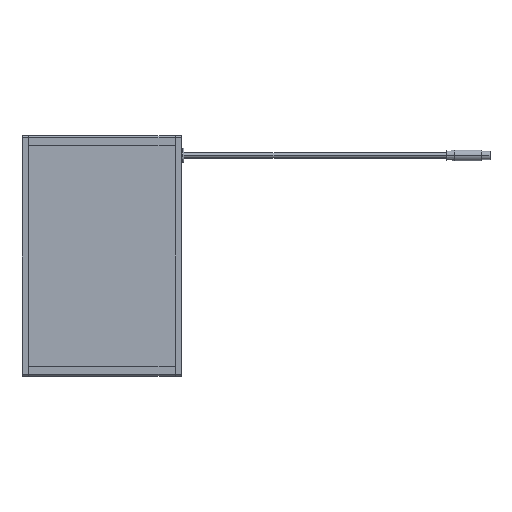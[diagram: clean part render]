
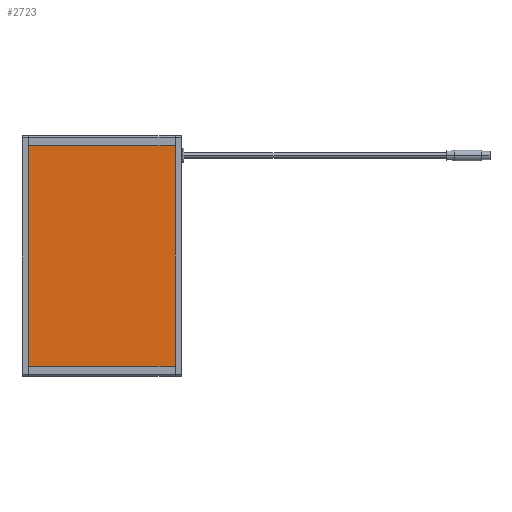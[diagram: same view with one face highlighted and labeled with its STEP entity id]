
A CAD part, front view. The second image highlights one B-rep face of the part: STEP entity #2723.
In plain terms, the highlighted planar face has unit normal (0, -1, 0).
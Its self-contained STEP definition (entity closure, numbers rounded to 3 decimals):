
#256 = CARTESIAN_POINT ( 'NONE',  ( -74., 0., -110.5 ) ) ;
#965 = EDGE_CURVE ( 'NONE', #7079, #4571, #3894, .T. ) ;
#1653 = VERTEX_POINT ( 'NONE', #5730 ) ;
#1868 = ORIENTED_EDGE ( 'NONE', *, *, #3672, .F. ) ;
#1924 = ORIENTED_EDGE ( 'NONE', *, *, #7085, .F. ) ;
#2059 = CARTESIAN_POINT ( 'NONE',  ( 74., 0., 110.5 ) ) ;
#2371 = EDGE_CURVE ( 'NONE', #4571, #7759, #10810, .T. ) ;
#2723 = ADVANCED_FACE ( 'NONE', ( #3574 ), #6146, .T. ) ;
#3026 = DIRECTION ( 'NONE',  ( 0., 0., 1. ) ) ;
#3094 = ORIENTED_EDGE ( 'NONE', *, *, #2371, .F. ) ;
#3574 = FACE_OUTER_BOUND ( 'NONE', #5909, .T. ) ;
#3672 = EDGE_CURVE ( 'NONE', #1653, #7079, #3958, .T. ) ;
#3894 = LINE ( 'NONE', #9890, #6451 ) ;
#3958 = LINE ( 'NONE', #8904, #10240 ) ;
#4446 = DIRECTION ( 'NONE',  ( 0., -1., 0. ) ) ;
#4571 = VERTEX_POINT ( 'NONE', #2059 ) ;
#4811 = DIRECTION ( 'NONE',  ( 1., 0., 0. ) ) ;
#4829 = VECTOR ( 'NONE', #5537, 1000. ) ;
#5031 = AXIS2_PLACEMENT_3D ( 'NONE', #7043, #4446, #7825 ) ;
#5422 = LINE ( 'NONE', #256, #4829 ) ;
#5537 = DIRECTION ( 'NONE',  ( -1., 0., 0. ) ) ;
#5730 = CARTESIAN_POINT ( 'NONE',  ( -74., 0., -110.5 ) ) ;
#5909 = EDGE_LOOP ( 'NONE', ( #3094, #10669, #1868, #1924 ) ) ;
#6146 = PLANE ( 'NONE',  #5031 ) ;
#6425 = CARTESIAN_POINT ( 'NONE',  ( 74., 0., 110.5 ) ) ;
#6451 = VECTOR ( 'NONE', #4811, 1000. ) ;
#7043 = CARTESIAN_POINT ( 'NONE',  ( 0., 0., 0. ) ) ;
#7079 = VERTEX_POINT ( 'NONE', #8744 ) ;
#7085 = EDGE_CURVE ( 'NONE', #7759, #1653, #5422, .T. ) ;
#7759 = VERTEX_POINT ( 'NONE', #10709 ) ;
#7825 = DIRECTION ( 'NONE',  ( 0., 0., -1. ) ) ;
#8744 = CARTESIAN_POINT ( 'NONE',  ( -74., 0., 110.5 ) ) ;
#8904 = CARTESIAN_POINT ( 'NONE',  ( -74., 0., 110.5 ) ) ;
#8954 = DIRECTION ( 'NONE',  ( 0., 0., -1. ) ) ;
#9890 = CARTESIAN_POINT ( 'NONE',  ( -74., 0., 110.5 ) ) ;
#10240 = VECTOR ( 'NONE', #3026, 1000. ) ;
#10606 = VECTOR ( 'NONE', #8954, 1000. ) ;
#10669 = ORIENTED_EDGE ( 'NONE', *, *, #965, .F. ) ;
#10709 = CARTESIAN_POINT ( 'NONE',  ( 74., 0., -110.5 ) ) ;
#10810 = LINE ( 'NONE', #6425, #10606 ) ;
